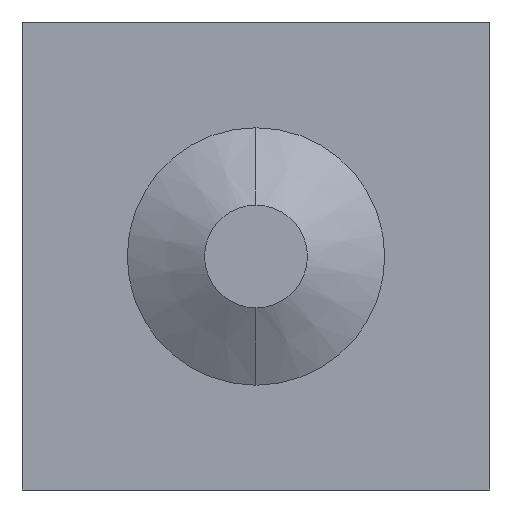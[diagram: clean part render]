
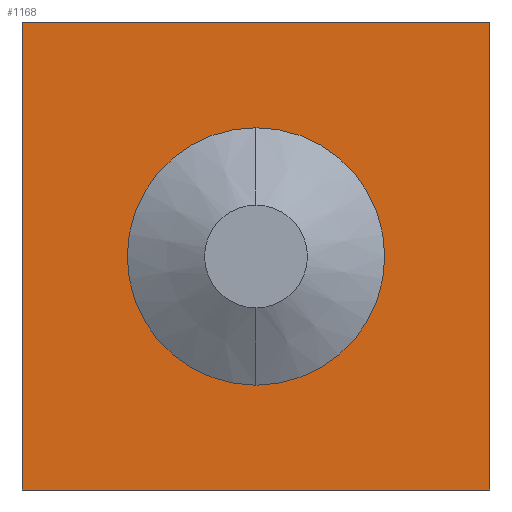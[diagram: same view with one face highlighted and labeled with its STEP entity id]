
A CAD part, left-side view. The second image highlights one B-rep face of the part: STEP entity #1168.
In plain terms, the highlighted planar face has unit normal (-1, 0, 0).
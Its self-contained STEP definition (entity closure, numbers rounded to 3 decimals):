
#61 = VERTEX_POINT ( 'NONE', #1781 ) ;
#152 = LINE ( 'NONE', #399, #1270 ) ;
#169 = DIRECTION ( 'NONE',  ( 1., 0., 0. ) ) ;
#275 = ORIENTED_EDGE ( 'NONE', *, *, #582, .F. ) ;
#326 = VERTEX_POINT ( 'NONE', #533 ) ;
#399 = CARTESIAN_POINT ( 'NONE',  ( -3.43, 1.27, 2.54 ) ) ;
#533 = CARTESIAN_POINT ( 'NONE',  ( -3.43, -1.27, 2.54 ) ) ;
#582 = EDGE_CURVE ( 'NONE', #326, #61, #886, .T. ) ;
#608 = CARTESIAN_POINT ( 'NONE',  ( -3.43, 0., 1.97 ) ) ;
#671 = VECTOR ( 'NONE', #1727, 1000. ) ;
#680 = CARTESIAN_POINT ( 'NONE',  ( -3.43, 0., 0.57 ) ) ;
#752 = FACE_BOUND ( 'NONE', #1710, .T. ) ;
#886 = LINE ( 'NONE', #995, #2533 ) ;
#943 = CARTESIAN_POINT ( 'NONE',  ( -3.43, 0., 1.27 ) ) ;
#970 = CIRCLE ( 'NONE', #2780, 0.7 ) ;
#986 = EDGE_CURVE ( 'NONE', #1735, #61, #2468, .T. ) ;
#995 = CARTESIAN_POINT ( 'NONE',  ( -3.43, -1.27, 2.54 ) ) ;
#1037 = DIRECTION ( 'NONE',  ( 0., 0., -1. ) ) ;
#1081 = AXIS2_PLACEMENT_3D ( 'NONE', #2438, #169, #1670 ) ;
#1116 = CARTESIAN_POINT ( 'NONE',  ( -3.43, 1.27, 2.54 ) ) ;
#1145 = CARTESIAN_POINT ( 'NONE',  ( -3.43, 1.27, 0. ) ) ;
#1168 = ADVANCED_FACE ( 'NONE', ( #752, #1987 ), #3219, .F. ) ;
#1223 = DIRECTION ( 'NONE',  ( 0., 0., -1. ) ) ;
#1232 = ORIENTED_EDGE ( 'NONE', *, *, #986, .T. ) ;
#1270 = VECTOR ( 'NONE', #1404, 1000. ) ;
#1404 = DIRECTION ( 'NONE',  ( 0., -1., 0. ) ) ;
#1413 = ORIENTED_EDGE ( 'NONE', *, *, #2073, .T. ) ;
#1434 = VECTOR ( 'NONE', #1037, 1000. ) ;
#1451 = ORIENTED_EDGE ( 'NONE', *, *, #1977, .T. ) ;
#1452 = DIRECTION ( 'NONE',  ( 1., 0., 0. ) ) ;
#1670 = DIRECTION ( 'NONE',  ( 0., 0., -1. ) ) ;
#1710 = EDGE_LOOP ( 'NONE', ( #1413, #1451 ) ) ;
#1727 = DIRECTION ( 'NONE',  ( 0., -1., 0. ) ) ;
#1735 = VERTEX_POINT ( 'NONE', #1145 ) ;
#1763 = VERTEX_POINT ( 'NONE', #1116 ) ;
#1781 = CARTESIAN_POINT ( 'NONE',  ( -3.43, -1.27, 0. ) ) ;
#1936 = DIRECTION ( 'NONE',  ( 0., 0., -1. ) ) ;
#1977 = EDGE_CURVE ( 'NONE', #2863, #3203, #2471, .T. ) ;
#1987 = FACE_OUTER_BOUND ( 'NONE', #2986, .T. ) ;
#1990 = DIRECTION ( 'NONE',  ( 0., 0., -1. ) ) ;
#2073 = EDGE_CURVE ( 'NONE', #3203, #2863, #970, .T. ) ;
#2231 = DIRECTION ( 'NONE',  ( 1., 0., 0. ) ) ;
#2379 = AXIS2_PLACEMENT_3D ( 'NONE', #2718, #2231, #1936 ) ;
#2403 = ORIENTED_EDGE ( 'NONE', *, *, #2439, .F. ) ;
#2438 = CARTESIAN_POINT ( 'NONE',  ( -3.43, 0., 1.27 ) ) ;
#2439 = EDGE_CURVE ( 'NONE', #1763, #326, #152, .T. ) ;
#2461 = CARTESIAN_POINT ( 'NONE',  ( -3.43, 1.27, 2.54 ) ) ;
#2468 = LINE ( 'NONE', #2697, #671 ) ;
#2471 = CIRCLE ( 'NONE', #1081, 0.7 ) ;
#2533 = VECTOR ( 'NONE', #1990, 1000. ) ;
#2576 = ORIENTED_EDGE ( 'NONE', *, *, #3087, .T. ) ;
#2697 = CARTESIAN_POINT ( 'NONE',  ( -3.43, 1.27, 0. ) ) ;
#2718 = CARTESIAN_POINT ( 'NONE',  ( -3.43, 1.27, 2.54 ) ) ;
#2780 = AXIS2_PLACEMENT_3D ( 'NONE', #943, #1452, #1223 ) ;
#2781 = LINE ( 'NONE', #2461, #1434 ) ;
#2863 = VERTEX_POINT ( 'NONE', #608 ) ;
#2986 = EDGE_LOOP ( 'NONE', ( #1232, #275, #2403, #2576 ) ) ;
#3087 = EDGE_CURVE ( 'NONE', #1763, #1735, #2781, .T. ) ;
#3203 = VERTEX_POINT ( 'NONE', #680 ) ;
#3219 = PLANE ( 'NONE',  #2379 ) ;
